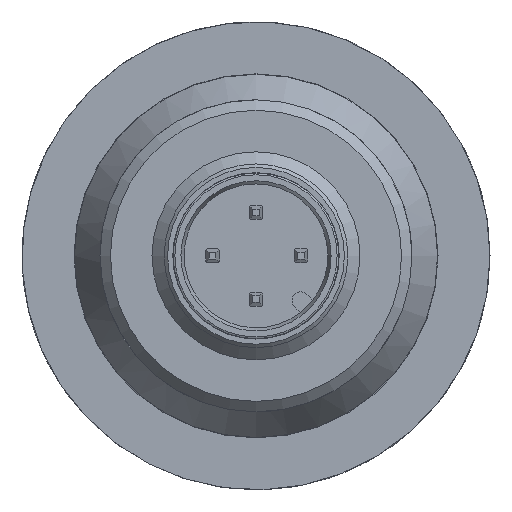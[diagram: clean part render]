
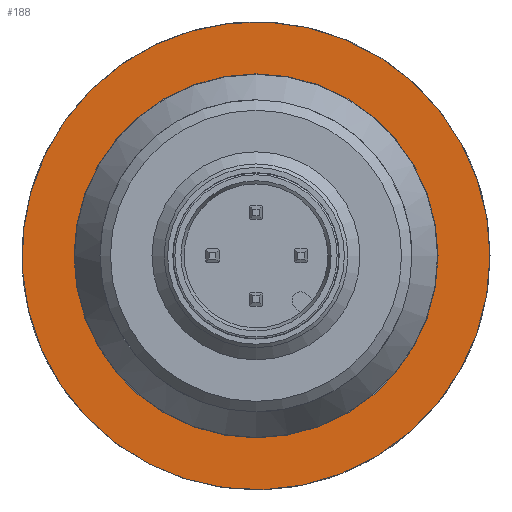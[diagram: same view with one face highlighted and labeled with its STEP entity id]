
A CAD part, front view. The second image highlights one B-rep face of the part: STEP entity #188.
In plain terms, the highlighted planar face has unit normal (0, -1, 0).
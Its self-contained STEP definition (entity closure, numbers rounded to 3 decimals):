
#188 = ADVANCED_FACE( '', ( #455, #456 ), #457, .T. );
#455 = FACE_BOUND( '', #819, .T. );
#456 = FACE_OUTER_BOUND( '', #820, .T. );
#457 = PLANE( '', #821 );
#819 = EDGE_LOOP( '', ( #1310 ) );
#820 = EDGE_LOOP( '', ( #1311 ) );
#821 = AXIS2_PLACEMENT_3D( '', #1312, #1313, #1314 );
#1310 = ORIENTED_EDGE( '', *, *, #2063, .T. );
#1311 = ORIENTED_EDGE( '', *, *, #2064, .F. );
#1312 = CARTESIAN_POINT( '', ( 0., -28.55, 0. ) );
#1313 = DIRECTION( '', ( 0., -1., 0. ) );
#1314 = DIRECTION( '', ( 0., 0., -1. ) );
#2063 = EDGE_CURVE( '', #2481, #2481, #2482, .T. );
#2064 = EDGE_CURVE( '', #2483, #2483, #2484, .T. );
#2481 = VERTEX_POINT( '', #3156 );
#2482 = CIRCLE( '', #3157, 10.5 );
#2483 = VERTEX_POINT( '', #3158 );
#2484 = CIRCLE( '', #3159, 13.5 );
#3156 = CARTESIAN_POINT( '', ( 0., -28.55, 10.5 ) );
#3157 = AXIS2_PLACEMENT_3D( '', #3763, #3764, #3765 );
#3158 = CARTESIAN_POINT( '', ( 13.5, -28.55, 0. ) );
#3159 = AXIS2_PLACEMENT_3D( '', #3766, #3767, #3768 );
#3763 = CARTESIAN_POINT( '', ( 0., -28.55, 0. ) );
#3764 = DIRECTION( '', ( 0., 1., 0. ) );
#3765 = DIRECTION( '', ( 0., 0., 1. ) );
#3766 = CARTESIAN_POINT( '', ( 0., -28.55, 0. ) );
#3767 = DIRECTION( '', ( 0., 1., 0. ) );
#3768 = DIRECTION( '', ( 1., 0., 0. ) );
